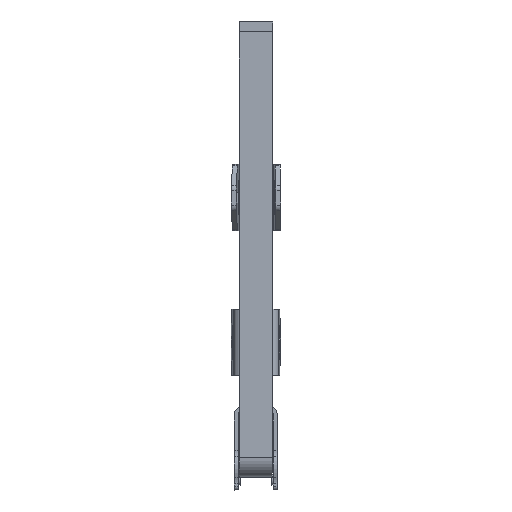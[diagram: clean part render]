
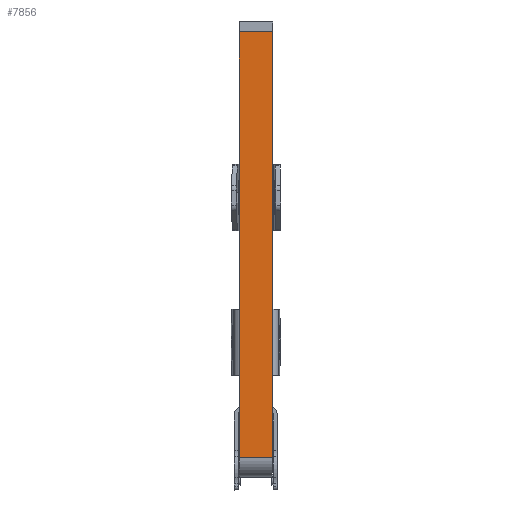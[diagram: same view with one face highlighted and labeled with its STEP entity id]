
A CAD part, front view. The second image highlights one B-rep face of the part: STEP entity #7856.
In plain terms, the highlighted planar face has unit normal (0, -1, 0).
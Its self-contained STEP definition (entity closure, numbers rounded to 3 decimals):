
#7848=AXIS2_PLACEMENT_3D('Plane Axis2P3D',#7845,#7846,#7847) ;
#7654=CARTESIAN_POINT('Vertex',(12.428,15.222,137.8)) ;
#7657=CARTESIAN_POINT('Line Origine',(12.428,15.222,73.8)) ;
#7661=CARTESIAN_POINT('Vertex',(12.428,15.222,9.8)) ;
#7685=CARTESIAN_POINT('Line Origine',(7.428,15.222,9.8)) ;
#7689=CARTESIAN_POINT('Vertex',(2.428,15.222,9.8)) ;
#7709=CARTESIAN_POINT('Line Origine',(2.428,15.222,73.8)) ;
#7713=CARTESIAN_POINT('Vertex',(2.428,15.222,137.8)) ;
#7833=CARTESIAN_POINT('Line Origine',(7.428,15.222,137.8)) ;
#7845=CARTESIAN_POINT('Axis2P3D Location',(2.428,15.222,9.8)) ;
#7658=DIRECTION('Vector Direction',(0.,0.,1.)) ;
#7686=DIRECTION('Vector Direction',(-1.,0.,0.)) ;
#7710=DIRECTION('Vector Direction',(0.,0.,1.)) ;
#7834=DIRECTION('Vector Direction',(1.,0.,0.)) ;
#7846=DIRECTION('Axis2P3D Direction',(0.,1.,0.)) ;
#7847=DIRECTION('Axis2P3D XDirection',(0.,0.,1.)) ;
#7659=VECTOR('Line Direction',#7658,1.) ;
#7687=VECTOR('Line Direction',#7686,1.) ;
#7711=VECTOR('Line Direction',#7710,1.) ;
#7835=VECTOR('Line Direction',#7834,1.) ;
#7851=ORIENTED_EDGE('',*,*,#7663,.T.) ;
#7852=ORIENTED_EDGE('',*,*,#7837,.F.) ;
#7853=ORIENTED_EDGE('',*,*,#7715,.F.) ;
#7854=ORIENTED_EDGE('',*,*,#7691,.T.) ;
#7856=ADVANCED_FACE('V2',(#7855),#7849,.F.) ;
#7663=EDGE_CURVE('',#7662,#7655,#7660,.T.) ;
#7691=EDGE_CURVE('',#7690,#7662,#7688,.F.) ;
#7715=EDGE_CURVE('',#7690,#7714,#7712,.T.) ;
#7837=EDGE_CURVE('',#7714,#7655,#7836,.T.) ;
#7850=EDGE_LOOP('',(#7851,#7852,#7853,#7854)) ;
#7855=FACE_OUTER_BOUND('',#7850,.T.) ;
#7660=LINE('Line',#7657,#7659) ;
#7688=LINE('Line',#7685,#7687) ;
#7712=LINE('Line',#7709,#7711) ;
#7836=LINE('Line',#7833,#7835) ;
#7849=PLANE('',#7848) ;
#7655=VERTEX_POINT('',#7654) ;
#7662=VERTEX_POINT('',#7661) ;
#7690=VERTEX_POINT('',#7689) ;
#7714=VERTEX_POINT('',#7713) ;
